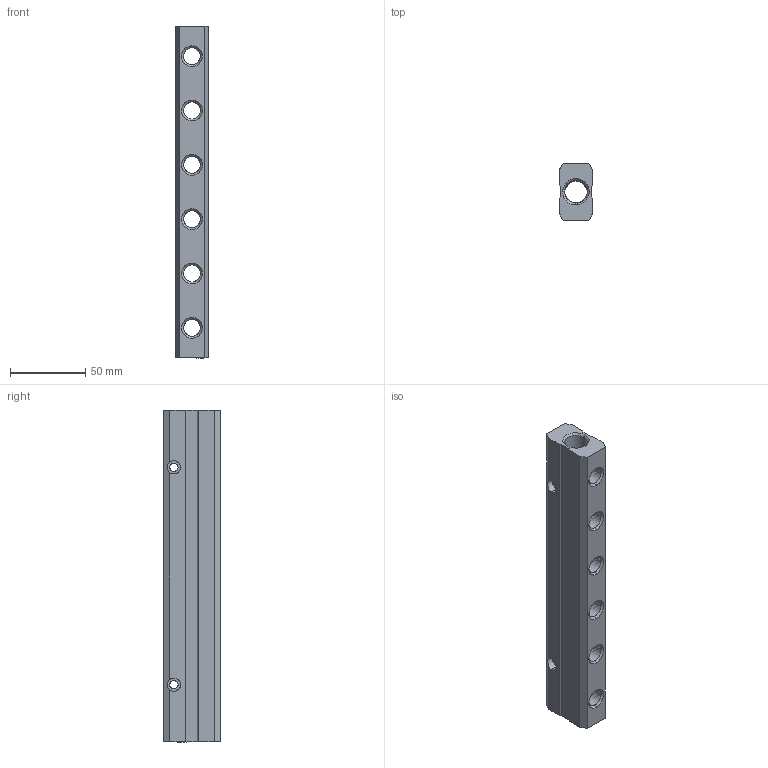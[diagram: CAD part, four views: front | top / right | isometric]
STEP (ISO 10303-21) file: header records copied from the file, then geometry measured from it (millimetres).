
FILE_DESCRIPTION (( 'STEP AP214' ), '1' );
FILE_NAME ('DRF.2F03.6F02_K.STEP', '2018-09-05T10:21:55', ( '' ), ( '' ), 'SwSTEP 2.0', 'SolidWorks 2018', '' );
FILE_SCHEMA (( 'AUTOMOTIVE_DESIGN' ));
Length unit declared in the file: millimetre
Products named in the file (1): DRF.2F03.6F02_K
Bounding box: 22 x 38 x 220 mm (x, y, z)
Volume: 119683.9 mm3; surface area: 40129.2 mm2
Topology: 1 solids, 1 shells, 86 faces, 276 edges, 190 vertices
Faces by surface type: bspline 86
Entity records: 6467 total; most frequent: CARTESIAN_POINT 4872, ORIENTED_EDGE 552, EDGE_CURVE 276, B_SPLINE_CURVE_WITH_KNOTS 202, VERTEX_POINT 190, EDGE_LOOP 114, ADVANCED_FACE 86, FACE_OUTER_BOUND 86
